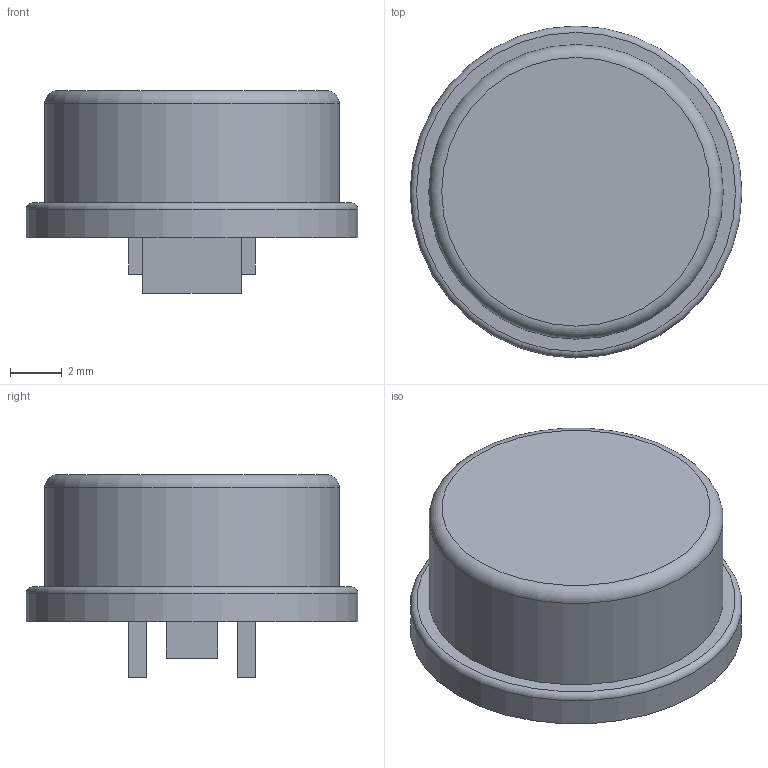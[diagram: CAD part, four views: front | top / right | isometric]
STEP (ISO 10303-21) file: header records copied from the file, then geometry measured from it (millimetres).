
FILE_DESCRIPTION(('FreeCAD Model'),'2;1');
FILE_NAME('Part_cp.step','2020-06-01T09:40:30', ('kicad StepUp'),('ksu MCAD'),'Open CASCADE STEP processor 7.3', 'FreeCAD','Unknown');
FILE_SCHEMA(('AUTOMOTIVE_DESIGN { 1 0 10303 214 1 1 1 1 }'));
Length unit declared in the file: millimetre
Products named in the file (1): Part_cp
Bounding box: 12.85 x 12.85 x 7.85 mm (x, y, z)
Volume: 334.2 mm3; surface area: 879.9 mm2
Topology: 1 solids, 1 shells, 64 faces, 166 edges, 106 vertices
Faces by surface type: plane 56, cylinder 6, torus 2
Full cylindrical faces by diameter (mm): 11.4 x1, 12.85 x1
Entity records: 2382 total; most frequent: CARTESIAN_POINT 337, ORIENTED_EDGE 332, DIRECTION 320, EDGE_CURVE 166, LINE 142, VECTOR 142, VERTEX_POINT 106, AXIS2_PLACEMENT_3D 89
